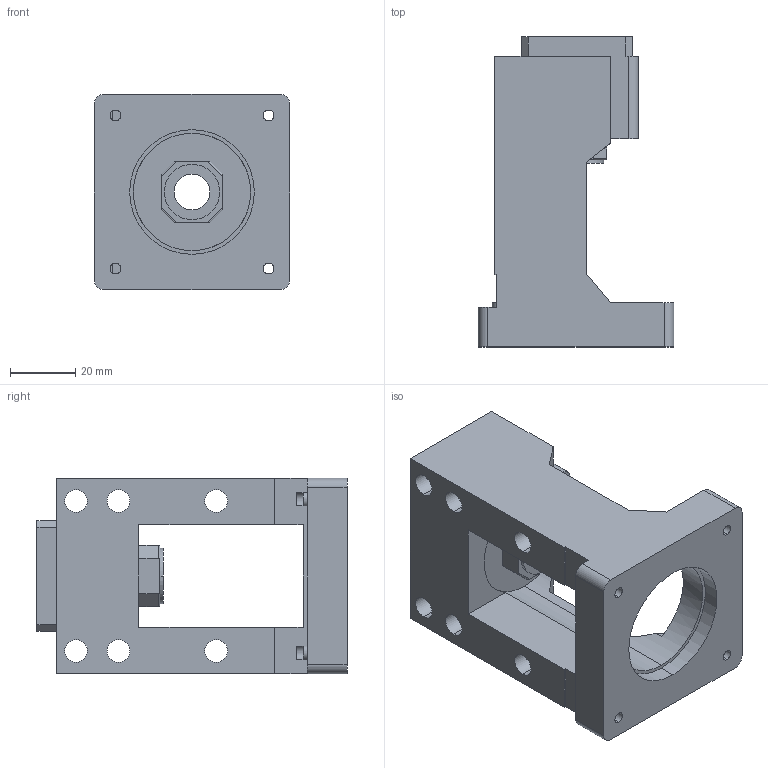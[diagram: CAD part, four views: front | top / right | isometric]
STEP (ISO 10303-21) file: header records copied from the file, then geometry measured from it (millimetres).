
FILE_DESCRIPTION (( 'STEP AP203' ), '1' );
FILE_NAME ('B663 Óãëîâîå êðåïëåíèå äëÿ øàãîâîãî äâèãàòåëÿ HM-12Al.step', '2025-12-03T14:41:46', ( '' ), ( '' ), 'SwSTEP 2.0', 'SolidWorks 2026', '' );
FILE_SCHEMA (( 'CONFIG_CONTROL_DESIGN' ));
Length unit declared in the file: millimetre
Products named in the file (2): B663 Угловое крепление для шагового двигателя HM-12Al; B663 Угловое крепление для шагового двигателя HM-12Al_00
Assembly tree (1 placements, depth 2):
  B663 Угловое крепление для шагового двигателя HM-12Al
    B663 Угловое крепление для шагового двигателя HM-12Al_00
Bounding box: 60 x 95.15 x 60 mm (x, y, z)
Volume: 129344.6 mm3; surface area: 34954 mm2
Topology: 2 solids, 2 shells, 133 faces, 356 edges, 236 vertices
Faces by surface type: cylinder 68, plane 65
Entity records: 4432 total; most frequent: CARTESIAN_POINT 789, DIRECTION 734, ORIENTED_EDGE 712, EDGE_CURVE 356, AXIS2_PLACEMENT_3D 261, VERTEX_POINT 236, LINE 212, VECTOR 212
